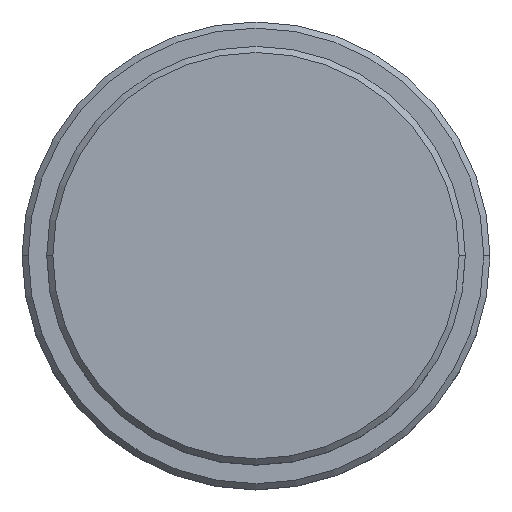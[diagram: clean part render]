
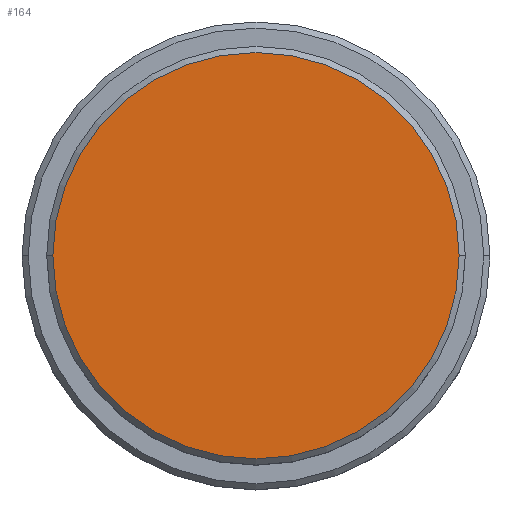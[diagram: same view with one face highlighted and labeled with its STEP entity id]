
A CAD part, top view. The second image highlights one B-rep face of the part: STEP entity #164.
In plain terms, the highlighted planar face has unit normal (0, 0, 1).
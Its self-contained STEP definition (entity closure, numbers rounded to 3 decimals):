
#3 = DIRECTION ( 'NONE',  ( 1., 0., 0. ) ) ;
#19 = CARTESIAN_POINT ( 'NONE',  ( -16.5, 0., 0. ) ) ;
#32 = DIRECTION ( 'NONE',  ( 1., 0., 0. ) ) ;
#43 = FACE_OUTER_BOUND ( 'NONE', #602, .T. ) ;
#65 = EDGE_CURVE ( 'NONE', #132, #724, #1115, .T. ) ;
#132 = VERTEX_POINT ( 'NONE', #150 ) ;
#150 = CARTESIAN_POINT ( 'NONE',  ( 16.5, 0., 0. ) ) ;
#164 = ADVANCED_FACE ( 'NONE', ( #43 ), #1157, .T. ) ;
#238 = CARTESIAN_POINT ( 'NONE',  ( 0., 0., 0. ) ) ;
#404 = EDGE_CURVE ( 'NONE', #724, #132, #1089, .T. ) ;
#441 = ORIENTED_EDGE ( 'NONE', *, *, #404, .T. ) ;
#495 = AXIS2_PLACEMENT_3D ( 'NONE', #698, #680, #32 ) ;
#539 = DIRECTION ( 'NONE',  ( 1., 0., 0. ) ) ;
#602 = EDGE_LOOP ( 'NONE', ( #441, #1307 ) ) ;
#680 = DIRECTION ( 'NONE',  ( 0., 0., 1. ) ) ;
#698 = CARTESIAN_POINT ( 'NONE',  ( 0., 0., 0. ) ) ;
#724 = VERTEX_POINT ( 'NONE', #19 ) ;
#864 = CARTESIAN_POINT ( 'NONE',  ( 0., 0., 0. ) ) ;
#965 = AXIS2_PLACEMENT_3D ( 'NONE', #238, #998, #539 ) ;
#998 = DIRECTION ( 'NONE',  ( 0., 0., 1. ) ) ;
#1069 = AXIS2_PLACEMENT_3D ( 'NONE', #864, #1197, #3 ) ;
#1089 = CIRCLE ( 'NONE', #1069, 16.5 ) ;
#1115 = CIRCLE ( 'NONE', #965, 16.5 ) ;
#1157 = PLANE ( 'NONE',  #495 ) ;
#1197 = DIRECTION ( 'NONE',  ( 0., 0., 1. ) ) ;
#1307 = ORIENTED_EDGE ( 'NONE', *, *, #65, .T. ) ;
